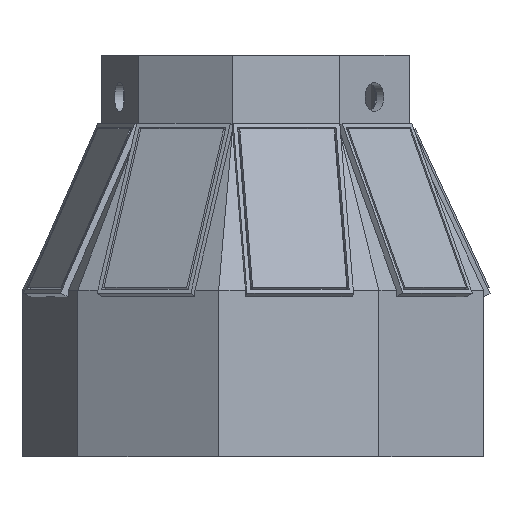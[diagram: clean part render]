
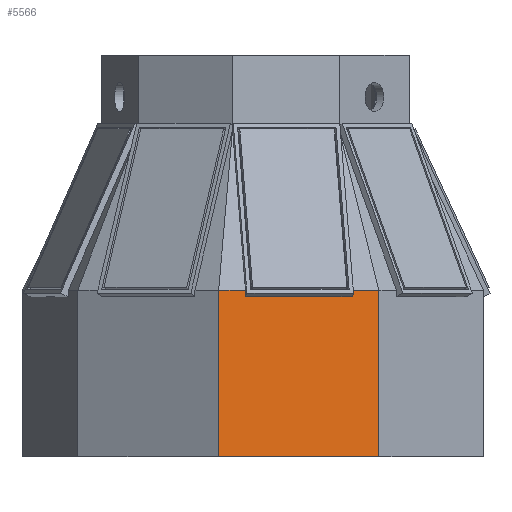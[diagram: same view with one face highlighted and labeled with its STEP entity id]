
A CAD part, left-side view. The second image highlights one B-rep face of the part: STEP entity #5566.
In plain terms, the highlighted planar face has unit normal (-0.985, -0.174, 0).
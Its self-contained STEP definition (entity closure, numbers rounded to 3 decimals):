
#616=FACE_OUTER_BOUND('',#920,.T.);
#920=EDGE_LOOP('',(#4744,#4745,#4746,#4747,#4748,#4749,#4750,#4751));
#1422=LINE('',#10975,#1990);
#1432=LINE('',#11005,#2000);
#1436=LINE('',#11013,#2004);
#1448=LINE('',#11035,#2016);
#1455=LINE('',#11070,#2023);
#1457=LINE('',#11088,#2025);
#1458=LINE('',#11091,#2026);
#1459=LINE('',#11092,#2027);
#1990=VECTOR('',#6827,10.);
#2000=VECTOR('',#6845,10.);
#2004=VECTOR('',#6851,10.);
#2016=VECTOR('',#6869,10.);
#2023=VECTOR('',#6882,10.);
#2025=VECTOR('',#6884,10.);
#2026=VECTOR('',#6887,10.);
#2027=VECTOR('',#6888,10.);
#2570=VERTEX_POINT('',#10952);
#2571=VERTEX_POINT('',#10973);
#2580=VERTEX_POINT('',#10997);
#2581=VERTEX_POINT('',#11004);
#2584=VERTEX_POINT('',#11012);
#2591=VERTEX_POINT('',#11034);
#2594=VERTEX_POINT('',#11069);
#2595=VERTEX_POINT('',#11090);
#3315=EDGE_CURVE('',#2570,#2571,#1422,.T.);
#3326=EDGE_CURVE('',#2581,#2580,#1432,.T.);
#3330=EDGE_CURVE('',#2584,#2581,#1436,.T.);
#3342=EDGE_CURVE('',#2591,#2584,#1448,.T.);
#3350=EDGE_CURVE('',#2591,#2594,#1455,.T.);
#3352=EDGE_CURVE('',#2570,#2580,#1457,.T.);
#3353=EDGE_CURVE('',#2595,#2571,#1458,.T.);
#3354=EDGE_CURVE('',#2594,#2595,#1459,.T.);
#4744=ORIENTED_EDGE('',*,*,#3326,.T.);
#4745=ORIENTED_EDGE('',*,*,#3352,.F.);
#4746=ORIENTED_EDGE('',*,*,#3315,.T.);
#4747=ORIENTED_EDGE('',*,*,#3353,.F.);
#4748=ORIENTED_EDGE('',*,*,#3354,.F.);
#4749=ORIENTED_EDGE('',*,*,#3350,.F.);
#4750=ORIENTED_EDGE('',*,*,#3342,.T.);
#4751=ORIENTED_EDGE('',*,*,#3330,.T.);
#5294=PLANE('',#5883);
#5566=ADVANCED_FACE('',(#616),#5294,.T.);
#5883=AXIS2_PLACEMENT_3D('',#11089,#6885,#6886);
#6827=DIRECTION('',(0.,0.,-1.));
#6845=DIRECTION('',(0.,0.,1.));
#6851=DIRECTION('',(-0.174,0.985,0.));
#6869=DIRECTION('',(0.,0.,-1.));
#6882=DIRECTION('',(0.174,-0.985,0.));
#6884=DIRECTION('',(0.174,-0.985,0.));
#6885=DIRECTION('center_axis',(-0.985,-0.174,0.));
#6886=DIRECTION('ref_axis',(-0.174,0.985,0.));
#6887=DIRECTION('',(-0.174,0.985,0.));
#6888=DIRECTION('',(0.,0.,-1.));
#10952=CARTESIAN_POINT('',(-56.319,9.934,138.9));
#10973=CARTESIAN_POINT('',(-56.319,9.934,98.9));
#10975=CARTESIAN_POINT('',(-56.319,9.934,138.9));
#10997=CARTESIAN_POINT('',(-55.18,3.471,138.9));
#11004=CARTESIAN_POINT('',(-55.18,3.471,137.267));
#11005=CARTESIAN_POINT('',(-55.18,3.471,138.55));
#11012=CARTESIAN_POINT('',(-50.667,-22.134,137.268));
#11013=CARTESIAN_POINT('',(-50.097,-25.363,137.268));
#11034=CARTESIAN_POINT('',(-50.667,-22.134,138.9));
#11035=CARTESIAN_POINT('',(-50.667,-22.134,158.942));
#11069=CARTESIAN_POINT('',(-49.528,-28.592,138.9));
#11070=CARTESIAN_POINT('',(-49.528,-28.592,138.9));
#11088=CARTESIAN_POINT('',(-49.528,-28.592,138.9));
#11089=CARTESIAN_POINT('Origin',(-49.528,-28.592,138.9));
#11090=CARTESIAN_POINT('',(-49.528,-28.592,98.9));
#11091=CARTESIAN_POINT('',(-49.528,-28.592,98.9));
#11092=CARTESIAN_POINT('',(-49.528,-28.592,138.9));
